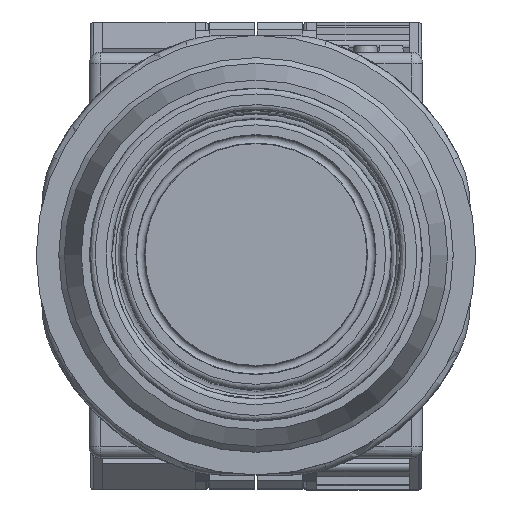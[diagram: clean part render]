
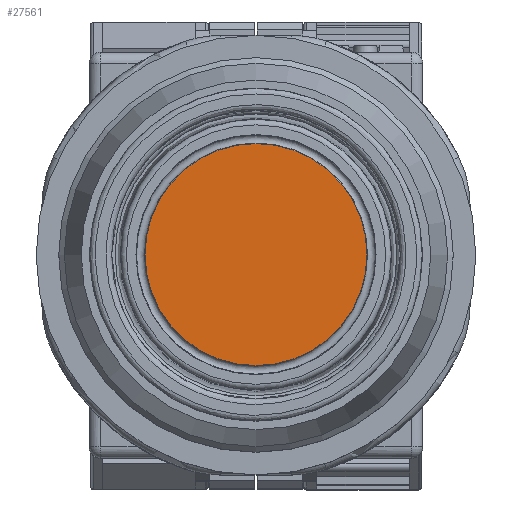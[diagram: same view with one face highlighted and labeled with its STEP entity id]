
A CAD part, top view. The second image highlights one B-rep face of the part: STEP entity #27561.
In plain terms, the highlighted planar face has unit normal (0, 0, 1).
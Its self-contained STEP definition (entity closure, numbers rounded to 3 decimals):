
#213 = PLANE ( 'NONE',  #11594 ) ;
#2714 = ORIENTED_EDGE ( 'NONE', *, *, #24358, .F. ) ;
#5563 = DIRECTION ( 'NONE',  ( 0., 1., 0. ) ) ;
#6975 = VERTEX_POINT ( 'NONE', #16296 ) ;
#9531 = CARTESIAN_POINT ( 'NONE',  ( 0., 12., 48.1 ) ) ;
#11594 = AXIS2_PLACEMENT_3D ( 'NONE', #9531, #18838, #28173 ) ;
#14091 = AXIS2_PLACEMENT_3D ( 'NONE', #17178, #26485, #5563 ) ;
#16296 = CARTESIAN_POINT ( 'NONE',  ( 0., 9.85, 48.1 ) ) ;
#17178 = CARTESIAN_POINT ( 'NONE',  ( 0., 0., 48.1 ) ) ;
#18838 = DIRECTION ( 'NONE',  ( 0., 0., -1. ) ) ;
#21140 = FACE_OUTER_BOUND ( 'NONE', #22968, .T. ) ;
#22968 = EDGE_LOOP ( 'NONE', ( #2714 ) ) ;
#24358 = EDGE_CURVE ( 'NONE', #6975, #6975, #27247, .T. ) ;
#26485 = DIRECTION ( 'NONE',  ( 0., 0., -1. ) ) ;
#27247 = CIRCLE ( 'NONE', #14091, 9.85 ) ;
#27561 = ADVANCED_FACE ( 'NONE', ( #21140 ), #213, .F. ) ;
#28173 = DIRECTION ( 'NONE',  ( -1., 0., 0. ) ) ;
